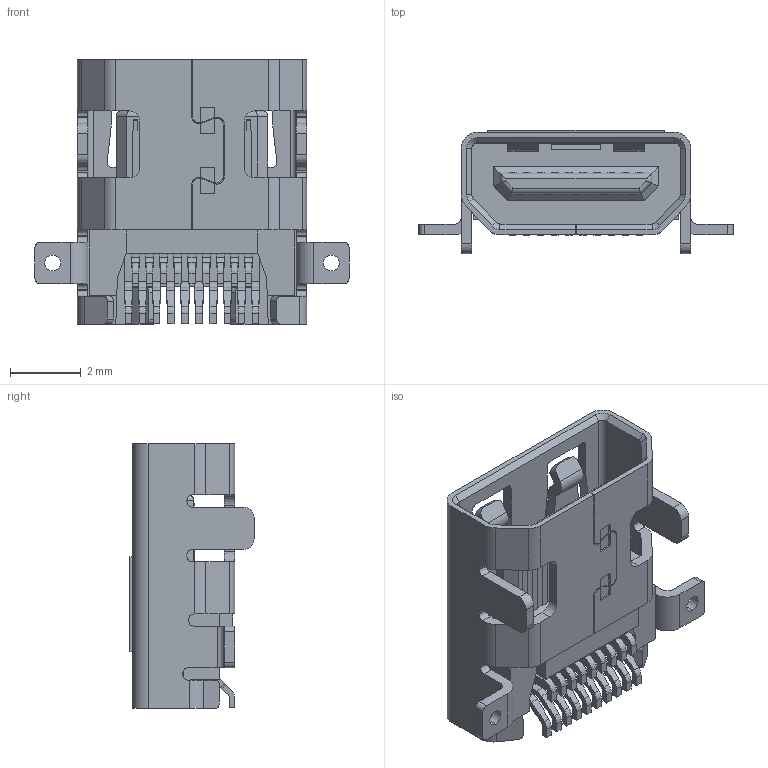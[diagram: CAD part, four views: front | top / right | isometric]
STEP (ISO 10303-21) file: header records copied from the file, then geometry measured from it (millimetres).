
FILE_DESCRIPTION(('FreeCAD Model'),'2;1');
FILE_NAME('MicroHDMI_connector.step' ,'2017-07-07T15:18:14',('kicad StepUp'),('ksu MCAD'), 'Open CASCADE STEP processor 6.8','FreeCAD','Unknown');
FILE_SCHEMA(('AUTOMOTIVE_DESIGN_CC2 { 1 2 10303 214 -1 1 5 4 }'));
Length unit declared in the file: millimetre
Products named in the file (1): MicroHDMI_connector
Bounding box: 8.9 x 3.52 x 7.5 mm (x, y, z)
Volume: 64.7 mm3; surface area: 323.4 mm2
Topology: 1 solids, 1 shells, 909 faces, 2646 edges, 1756 vertices
Faces by surface type: plane 629, cylinder 274, cone 6
Entity records: 30051 total; most frequent: CARTESIAN_POINT 5444, ORIENTED_EDGE 5292, DIRECTION 5018, EDGE_CURVE 2646, LINE 2042, VECTOR 2042, VERTEX_POINT 1756, AXIS2_PLACEMENT_3D 1488
